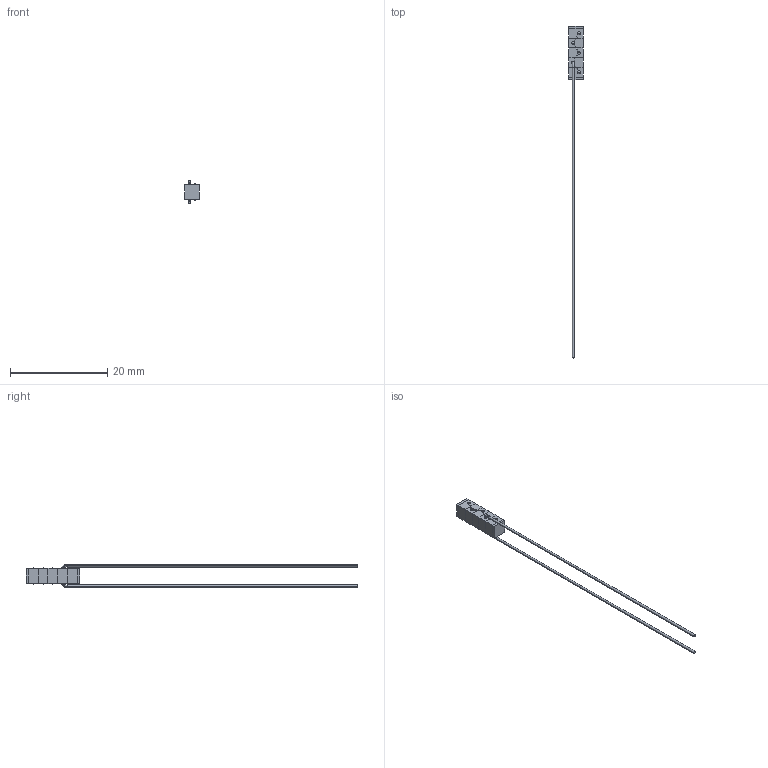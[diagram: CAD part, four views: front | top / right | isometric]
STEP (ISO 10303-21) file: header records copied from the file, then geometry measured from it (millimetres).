
FILE_DESCRIPTION (( 'STEP AP214' ), '1' );
FILE_NAME ('PK3JMP2.STEP', '2014-10-22T10:09:48', ( '' ), ( '' ), 'SwSTEP 2.0', 'SolidWorks 2012', '' );
FILE_SCHEMA (( 'AUTOMOTIVE_DESIGN' ));
Length unit declared in the file: millimetre
Products named in the file (1): PK3JMP2
Bounding box: 3 x 68.1 x 4.72 mm (x, y, z)
Volume: 123.5 mm3; surface area: 452.2 mm2
Topology: 3 solids, 3 shells, 124 faces, 320 edges, 194 vertices
Faces by surface type: plane 50, cylinder 46, sphere 20, bspline 8
Entity records: 5650 total; most frequent: CARTESIAN_POINT 1725, ORIENTED_EDGE 640, DIRECTION 568, EDGE_CURVE 320, AXIS2_PLACEMENT_3D 203, VERTEX_POINT 194, LINE 162, VECTOR 162
